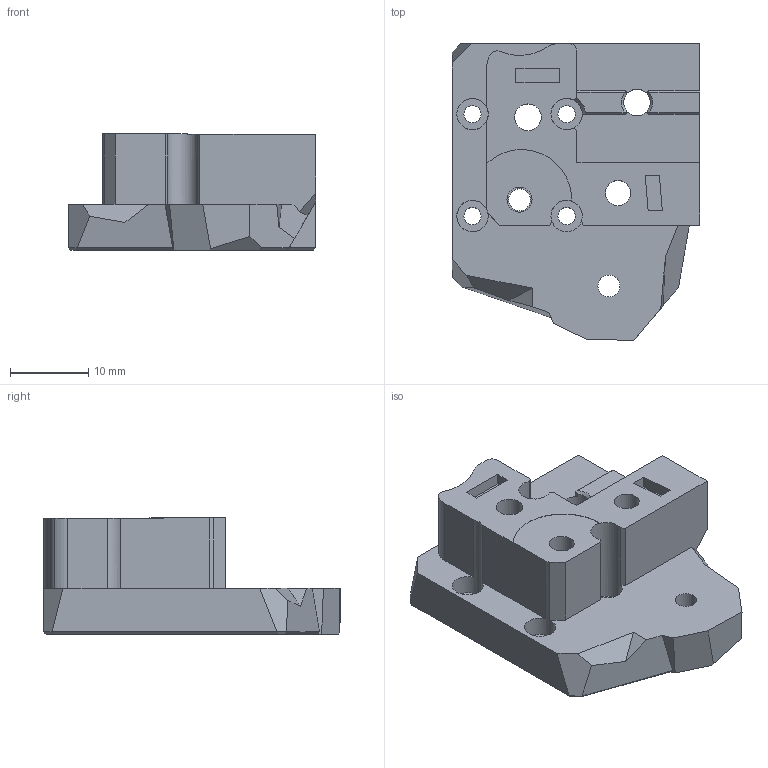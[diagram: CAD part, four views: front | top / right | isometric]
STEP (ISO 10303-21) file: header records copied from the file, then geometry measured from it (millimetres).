
FILE_DESCRIPTION(/* description */ (''),/* implementation_level */ '2;1');
FILE_NAME(/* name */ 'XY_Joint_Left_A_x1.step',/* time_stamp */ '2025-12-31T11:43:53-05:00',/* author */ (''),/* organization */ (''),/* preprocessor_version */ 'ST-DEVELOPER v20.1',/* originating_system */ 'Autodesk Translation Framework v14.21.0.0',/* authorisation */ '');
FILE_SCHEMA (('AUTOMOTIVE_DESIGN { 1 0 10303 214 3 1 1 }'));
Length unit declared in the file: millimetre
Products named in the file (1): XY Joint - Left
Bounding box: 31.5 x 37.83 x 14.84 mm (x, y, z)
Volume: 8789.2 mm3; surface area: 4547.5 mm2
Topology: 1 solids, 1 shells, 124 faces, 341 edges, 222 vertices
Faces by surface type: plane 83, cylinder 27, cone 14
Full cylindrical faces by diameter (mm): 2.2 x4, 2.8 x2, 3.2 x2, 3.4 x2, 4 x4, 4.7 x2, 6 x1
Entity records: 4015 total; most frequent: CARTESIAN_POINT 736, ORIENTED_EDGE 682, DIRECTION 672, EDGE_CURVE 341, LINE 240, VECTOR 240, VERTEX_POINT 222, AXIS2_PLACEMENT_3D 216
